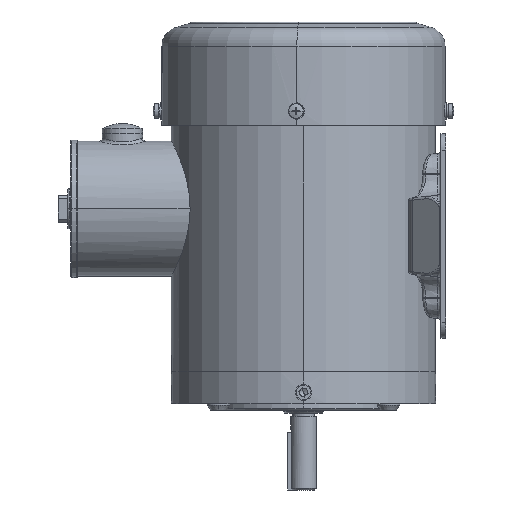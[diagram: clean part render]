
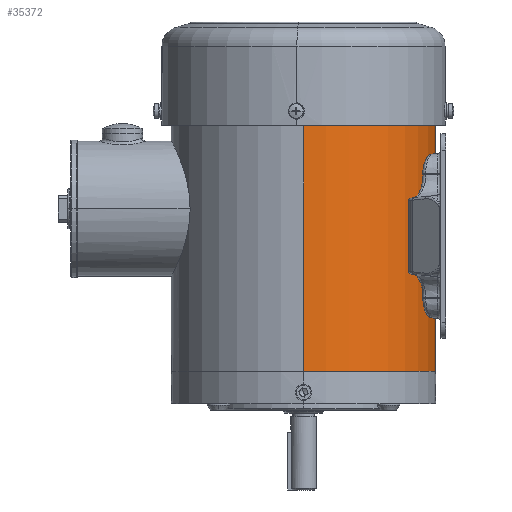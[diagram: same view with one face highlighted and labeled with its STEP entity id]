
A CAD part, left-side view. The second image highlights one B-rep face of the part: STEP entity #35372.
In plain terms, the highlighted cylindrical face has radius 82 mm (diameter 164 mm), a partial arc.
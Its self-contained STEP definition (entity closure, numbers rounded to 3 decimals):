
#4138 = VECTOR ( 'NONE', #37552, 1000. ) ;
#4490 = CARTESIAN_POINT ( 'NONE',  ( -82., 0., 155. ) ) ;
#4800 = DIRECTION ( 'NONE',  ( -1., 0., 0. ) ) ;
#5412 = FACE_OUTER_BOUND ( 'NONE', #43786, .T. ) ;
#5731 = AXIS2_PLACEMENT_3D ( 'NONE', #43024, #57040, #4800 ) ;
#8632 = EDGE_CURVE ( 'NONE', #22137, #14315, #12954, .T. ) ;
#10530 = CARTESIAN_POINT ( 'NONE',  ( 0., 0., 155. ) ) ;
#12954 = CIRCLE ( 'NONE', #22686, 82. ) ;
#13092 = VERTEX_POINT ( 'NONE', #42981 ) ;
#14315 = VERTEX_POINT ( 'NONE', #20676 ) ;
#15295 = DIRECTION ( 'NONE',  ( 1., 0., 0. ) ) ;
#20676 = CARTESIAN_POINT ( 'NONE',  ( 82., 0., 155. ) ) ;
#22137 = VERTEX_POINT ( 'NONE', #40522 ) ;
#22291 = AXIS2_PLACEMENT_3D ( 'NONE', #24906, #57967, #29654 ) ;
#22686 = AXIS2_PLACEMENT_3D ( 'NONE', #10530, #43591, #15295 ) ;
#24906 = CARTESIAN_POINT ( 'NONE',  ( 0., 0., 0. ) ) ;
#29085 = CYLINDRICAL_SURFACE ( 'NONE', #5731, 82. ) ;
#29654 = DIRECTION ( 'NONE',  ( 1., 0., 0. ) ) ;
#30470 = ORIENTED_EDGE ( 'NONE', *, *, #52403, .T. ) ;
#30660 = LINE ( 'NONE', #59400, #55786 ) ;
#33615 = EDGE_CURVE ( 'NONE', #22137, #38957, #41858, .T. ) ;
#35372 = ADVANCED_FACE ( 'NONE', ( #5412 ), #29085, .T. ) ;
#35647 = ORIENTED_EDGE ( 'NONE', *, *, #8632, .F. ) ;
#37552 = DIRECTION ( 'NONE',  ( 0., 0., -1. ) ) ;
#38957 = VERTEX_POINT ( 'NONE', #52879 ) ;
#40522 = CARTESIAN_POINT ( 'NONE',  ( -82., 0., 155. ) ) ;
#41694 = ORIENTED_EDGE ( 'NONE', *, *, #33615, .T. ) ;
#41858 = LINE ( 'NONE', #4490, #4138 ) ;
#42981 = CARTESIAN_POINT ( 'NONE',  ( 82., 0., 0. ) ) ;
#43024 = CARTESIAN_POINT ( 'NONE',  ( 0., 0., 155. ) ) ;
#43591 = DIRECTION ( 'NONE',  ( 0., 0., 1. ) ) ;
#43786 = EDGE_LOOP ( 'NONE', ( #59180, #35647, #41694, #30470 ) ) ;
#45260 = EDGE_CURVE ( 'NONE', #14315, #13092, #30660, .T. ) ;
#52403 = EDGE_CURVE ( 'NONE', #38957, #13092, #55987, .T. ) ;
#52879 = CARTESIAN_POINT ( 'NONE',  ( -82., 0., 0. ) ) ;
#54816 = DIRECTION ( 'NONE',  ( 0., 0., -1. ) ) ;
#55786 = VECTOR ( 'NONE', #54816, 1000. ) ;
#55987 = CIRCLE ( 'NONE', #22291, 82. ) ;
#57040 = DIRECTION ( 'NONE',  ( 0., 0., -1. ) ) ;
#57967 = DIRECTION ( 'NONE',  ( 0., 0., 1. ) ) ;
#59180 = ORIENTED_EDGE ( 'NONE', *, *, #45260, .F. ) ;
#59400 = CARTESIAN_POINT ( 'NONE',  ( 82., 0., 155. ) ) ;
